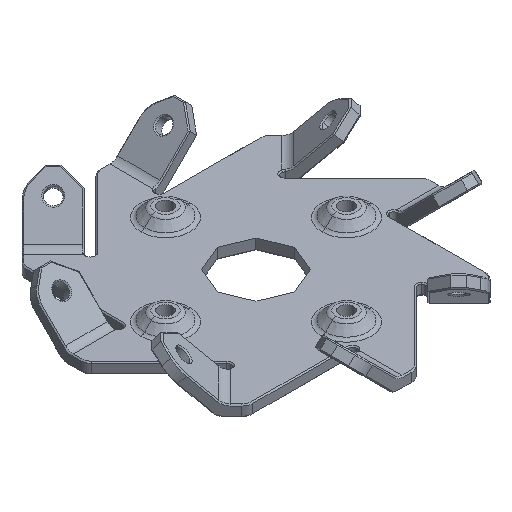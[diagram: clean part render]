
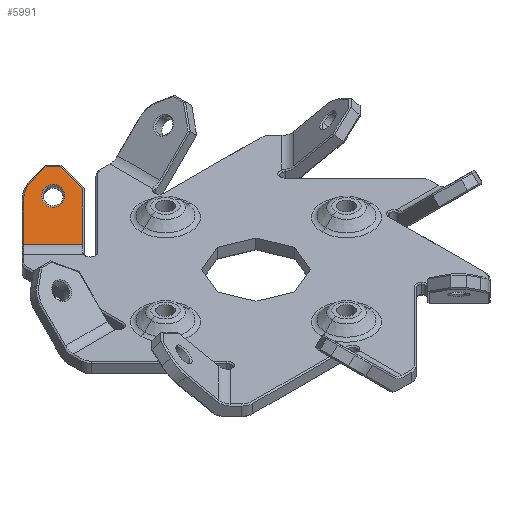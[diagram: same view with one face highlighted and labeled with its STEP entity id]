
A CAD part, isometric view. The second image highlights one B-rep face of the part: STEP entity #5991.
In plain terms, the highlighted planar face has unit normal (-0.5, -0.5, 0.707).
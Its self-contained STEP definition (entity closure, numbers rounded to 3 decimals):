
#16 = CARTESIAN_POINT ( 'NONE',  ( -15.417, 23.799, 0.732 ) ) ;
#96 = DIRECTION ( 'NONE',  ( 0., 0.816, 0.577 ) ) ;
#100 = ORIENTED_EDGE ( 'NONE', *, *, #851, .F. ) ;
#424 = VECTOR ( 'NONE', #14239, 1000. ) ;
#851 = EDGE_CURVE ( 'NONE', #12515, #14247, #12662, .T. ) ;
#867 = CIRCLE ( 'NONE', #3984, 4.75 ) ;
#1092 = DIRECTION ( 'NONE',  ( 0., 0.816, 0.577 ) ) ;
#1243 = CARTESIAN_POINT ( 'NONE',  ( -18.581, 34.07, 5.758 ) ) ;
#1466 = EDGE_CURVE ( 'NONE', #12796, #13427, #8658, .T. ) ;
#1663 = VERTEX_POINT ( 'NONE', #4562 ) ;
#1964 = CARTESIAN_POINT ( 'NONE',  ( -22.135, 30.516, 0.732 ) ) ;
#2220 = DIRECTION ( 'NONE',  ( -0.5, -0.5, 0.707 ) ) ;
#2482 = CARTESIAN_POINT ( 'NONE',  ( -8.776, 30.086, 9.874 ) ) ;
#2553 = DIRECTION ( 'NONE',  ( 0.707, -0.707, 0. ) ) ;
#2964 = LINE ( 'NONE', #10650, #424 ) ;
#3394 = VECTOR ( 'NONE', #3678, 1000. ) ;
#3678 = DIRECTION ( 'NONE',  ( -0.5, -0.5, -0.707 ) ) ;
#3930 = EDGE_CURVE ( 'NONE', #5309, #1663, #2964, .T. ) ;
#3984 = AXIS2_PLACEMENT_3D ( 'NONE', #8484, #5202, #6245 ) ;
#3999 = VECTOR ( 'NONE', #13863, 1000. ) ;
#4260 = CARTESIAN_POINT ( 'NONE',  ( -18.581, 34.07, 5.758 ) ) ;
#4456 = CARTESIAN_POINT ( 'NONE',  ( -13.301, 31.122, 7.407 ) ) ;
#4562 = CARTESIAN_POINT ( 'NONE',  ( -10.88, 28.336, 7.149 ) ) ;
#4567 = PLANE ( 'NONE',  #13048 ) ;
#4797 = FACE_BOUND ( 'NONE', #11970, .T. ) ;
#5202 = DIRECTION ( 'NONE',  ( 0.5, 0.5, -0.707 ) ) ;
#5309 = VERTEX_POINT ( 'NONE', #10030 ) ;
#5747 = FACE_OUTER_BOUND ( 'NONE', #6622, .T. ) ;
#5991 = ADVANCED_FACE ( 'NONE', ( #4797, #5747 ), #4567, .T. ) ;
#6159 = DIRECTION ( 'NONE',  ( -0.5, -0.5, 0.707 ) ) ;
#6245 = DIRECTION ( 'NONE',  ( 0., 0.816, 0.577 ) ) ;
#6351 = ORIENTED_EDGE ( 'NONE', *, *, #14529, .F. ) ;
#6514 = LINE ( 'NONE', #9878, #14462 ) ;
#6622 = EDGE_LOOP ( 'NONE', ( #14098, #6351, #9058, #11378, #13134, #11186, #7049 ) ) ;
#6681 = AXIS2_PLACEMENT_3D ( 'NONE', #14547, #2220, #1092 ) ;
#7049 = ORIENTED_EDGE ( 'NONE', *, *, #14587, .F. ) ;
#7438 = CARTESIAN_POINT ( 'NONE',  ( -16.322, 31.122, 5.271 ) ) ;
#8119 = EDGE_CURVE ( 'NONE', #13353, #8887, #6514, .T. ) ;
#8250 = CARTESIAN_POINT ( 'NONE',  ( -15.918, 34.766, 8.133 ) ) ;
#8407 = CARTESIAN_POINT ( 'NONE',  ( -14.812, 31.122, 6.339 ) ) ;
#8484 = CARTESIAN_POINT ( 'NONE',  ( -15.222, 30.711, 5.758 ) ) ;
#8544 = DIRECTION ( 'NONE',  ( 0., 0.816, 0.577 ) ) ;
#8558 = CIRCLE ( 'NONE', #13553, 1.85 ) ;
#8658 = LINE ( 'NONE', #13148, #10041 ) ;
#8867 = VECTOR ( 'NONE', #2553, 1000. ) ;
#8887 = VERTEX_POINT ( 'NONE', #1964 ) ;
#9058 = ORIENTED_EDGE ( 'NONE', *, *, #1466, .F. ) ;
#9171 = DIRECTION ( 'NONE',  ( -0.5, -0.5, 0.707 ) ) ;
#9333 = LINE ( 'NONE', #16, #3394 ) ;
#9739 = EDGE_CURVE ( 'NONE', #12250, #12796, #867, .T. ) ;
#9878 = CARTESIAN_POINT ( 'NONE',  ( -15.24, 23.622, 0.732 ) ) ;
#9942 = EDGE_CURVE ( 'NONE', #8887, #12250, #13089, .T. ) ;
#10030 = CARTESIAN_POINT ( 'NONE',  ( -11.626, 32.686, 9.698 ) ) ;
#10041 = VECTOR ( 'NONE', #14491, 1000. ) ;
#10369 = CARTESIAN_POINT ( 'NONE',  ( -15.417, 23.799, 0.732 ) ) ;
#10650 = CARTESIAN_POINT ( 'NONE',  ( -11.253, 30.511, 8.424 ) ) ;
#11186 = ORIENTED_EDGE ( 'NONE', *, *, #8119, .F. ) ;
#11378 = ORIENTED_EDGE ( 'NONE', *, *, #9739, .F. ) ;
#11408 = EDGE_CURVE ( 'NONE', #14247, #12515, #8558, .T. ) ;
#11499 = LINE ( 'NONE', #13903, #8867 ) ;
#11970 = EDGE_LOOP ( 'NONE', ( #100, #14692 ) ) ;
#12250 = VERTEX_POINT ( 'NONE', #4260 ) ;
#12515 = VERTEX_POINT ( 'NONE', #7438 ) ;
#12662 = CIRCLE ( 'NONE', #6681, 1.85 ) ;
#12796 = VERTEX_POINT ( 'NONE', #8250 ) ;
#13048 = AXIS2_PLACEMENT_3D ( 'NONE', #2482, #9171, #96 ) ;
#13089 = LINE ( 'NONE', #1243, #3999 ) ;
#13134 = ORIENTED_EDGE ( 'NONE', *, *, #9942, .F. ) ;
#13148 = CARTESIAN_POINT ( 'NONE',  ( -9.387, 33.645, 11.959 ) ) ;
#13177 = DIRECTION ( 'NONE',  ( -0.707, 0.707, 0. ) ) ;
#13353 = VERTEX_POINT ( 'NONE', #10369 ) ;
#13427 = VERTEX_POINT ( 'NONE', #14056 ) ;
#13553 = AXIS2_PLACEMENT_3D ( 'NONE', #8407, #6159, #8544 ) ;
#13863 = DIRECTION ( 'NONE',  ( 0.5, 0.5, 0.707 ) ) ;
#13903 = CARTESIAN_POINT ( 'NONE',  ( -8.901, 29.961, 9.698 ) ) ;
#14056 = CARTESIAN_POINT ( 'NONE',  ( -13.247, 34.308, 9.698 ) ) ;
#14098 = ORIENTED_EDGE ( 'NONE', *, *, #3930, .F. ) ;
#14239 = DIRECTION ( 'NONE',  ( 0.146, -0.854, -0.5 ) ) ;
#14247 = VERTEX_POINT ( 'NONE', #4456 ) ;
#14462 = VECTOR ( 'NONE', #13177, 1000. ) ;
#14491 = DIRECTION ( 'NONE',  ( 0.854, -0.146, 0.5 ) ) ;
#14529 = EDGE_CURVE ( 'NONE', #13427, #5309, #11499, .T. ) ;
#14547 = CARTESIAN_POINT ( 'NONE',  ( -14.812, 31.122, 6.339 ) ) ;
#14587 = EDGE_CURVE ( 'NONE', #1663, #13353, #9333, .T. ) ;
#14692 = ORIENTED_EDGE ( 'NONE', *, *, #11408, .F. ) ;
